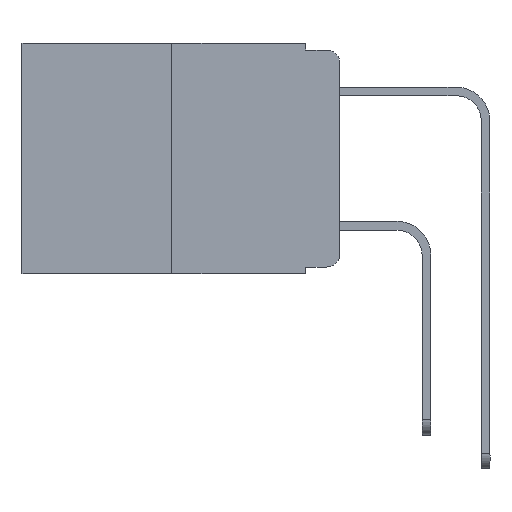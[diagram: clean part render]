
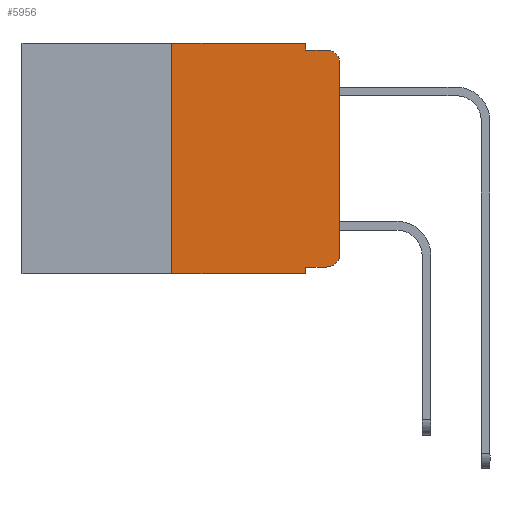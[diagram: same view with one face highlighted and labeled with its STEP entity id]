
A CAD part, left-side view. The second image highlights one B-rep face of the part: STEP entity #5956.
In plain terms, the highlighted planar face has unit normal (-1, 0, 0).
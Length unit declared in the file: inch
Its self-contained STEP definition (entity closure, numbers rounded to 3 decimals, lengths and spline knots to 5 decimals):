
#135 = VECTOR ( 'NONE', #11033, 39.37008 ) ;
#140 = CARTESIAN_POINT ( 'NONE',  ( 0., 0.02, -0.01 ) ) ;
#156 = EDGE_CURVE ( 'NONE', #3159, #7065, #15276, .T. ) ;
#393 = ORIENTED_EDGE ( 'NONE', *, *, #17152, .F. ) ;
#437 = ORIENTED_EDGE ( 'NONE', *, *, #17751, .F. ) ;
#448 = VECTOR ( 'NONE', #6804, 39.37008 ) ;
#456 = DIRECTION ( 'NONE',  ( -1., 0., 0. ) ) ;
#552 = VERTEX_POINT ( 'NONE', #12478 ) ;
#780 = CARTESIAN_POINT ( 'NONE',  ( 0., 0., 0. ) ) ;
#873 = DIRECTION ( 'NONE',  ( 0., 0., 1. ) ) ;
#976 = CARTESIAN_POINT ( 'NONE',  ( 0., 0.051, 0. ) ) ;
#1202 = ORIENTED_EDGE ( 'NONE', *, *, #156, .T. ) ;
#1463 = ORIENTED_EDGE ( 'NONE', *, *, #5810, .F. ) ;
#2040 = CARTESIAN_POINT ( 'NONE',  ( 0., 0.473, 0. ) ) ;
#2189 = CARTESIAN_POINT ( 'NONE',  ( 0., 0.473, 0. ) ) ;
#2474 = VERTEX_POINT ( 'NONE', #140 ) ;
#2812 = ORIENTED_EDGE ( 'NONE', *, *, #3725, .F. ) ;
#3159 = VERTEX_POINT ( 'NONE', #18739 ) ;
#3289 = CARTESIAN_POINT ( 'NONE',  ( 0., 0.051, 0. ) ) ;
#3294 = AXIS2_PLACEMENT_3D ( 'NONE', #2189, #3347, #4764 ) ;
#3347 = DIRECTION ( 'NONE',  ( 1., 0., 0. ) ) ;
#3725 = EDGE_CURVE ( 'NONE', #6272, #14013, #18211, .T. ) ;
#3795 = CARTESIAN_POINT ( 'NONE',  ( 0., 0.051, -0.333 ) ) ;
#3813 = VERTEX_POINT ( 'NONE', #16772 ) ;
#4764 = DIRECTION ( 'NONE',  ( 0., 0., -1. ) ) ;
#5075 = DIRECTION ( 'NONE',  ( 0., 0., -1. ) ) ;
#5184 = VECTOR ( 'NONE', #873, 39.37008 ) ;
#5810 = EDGE_CURVE ( 'NONE', #14013, #7272, #14082, .T. ) ;
#5925 = LINE ( 'NONE', #10330, #16669 ) ;
#5956 = ADVANCED_FACE ( 'NONE', ( #17893 ), #12336, .F. ) ;
#6200 = CARTESIAN_POINT ( 'NONE',  ( 0., 0.02, -0.03 ) ) ;
#6272 = VERTEX_POINT ( 'NONE', #10413 ) ;
#6325 = VECTOR ( 'NONE', #17756, 39.37008 ) ;
#6453 = ORIENTED_EDGE ( 'NONE', *, *, #18034, .F. ) ;
#6804 = DIRECTION ( 'NONE',  ( 0., 0., -1. ) ) ;
#7065 = VERTEX_POINT ( 'NONE', #9400 ) ;
#7272 = VERTEX_POINT ( 'NONE', #13311 ) ;
#7679 = LINE ( 'NONE', #3289, #12373 ) ;
#7696 = EDGE_CURVE ( 'NONE', #3813, #552, #17027, .T. ) ;
#8065 = AXIS2_PLACEMENT_3D ( 'NONE', #6200, #456, #13553 ) ;
#8143 = DIRECTION ( 'NONE',  ( -1., 0., 0. ) ) ;
#8996 = CIRCLE ( 'NONE', #8065, 0.02 ) ;
#9133 = DIRECTION ( 'NONE',  ( 0., 0., -1. ) ) ;
#9400 = CARTESIAN_POINT ( 'NONE',  ( 0., 0.02, -0.333 ) ) ;
#9517 = VERTEX_POINT ( 'NONE', #13451 ) ;
#9874 = EDGE_CURVE ( 'NONE', #7065, #9517, #10993, .T. ) ;
#9933 = EDGE_CURVE ( 'NONE', #9517, #14260, #10923, .T. ) ;
#10330 = CARTESIAN_POINT ( 'NONE',  ( 0., 0.25, 0. ) ) ;
#10367 = EDGE_LOOP ( 'NONE', ( #11220, #14827, #437, #1463, #2812, #393, #12408, #6453, #1202, #13778 ) ) ;
#10413 = CARTESIAN_POINT ( 'NONE',  ( 0., 0.25, 0. ) ) ;
#10489 = CARTESIAN_POINT ( 'NONE',  ( 0., 0.051, -0.01 ) ) ;
#10679 = AXIS2_PLACEMENT_3D ( 'NONE', #11017, #8143, #5075 ) ;
#10923 = LINE ( 'NONE', #780, #5184 ) ;
#10993 = CIRCLE ( 'NONE', #10679, 0.02 ) ;
#11017 = CARTESIAN_POINT ( 'NONE',  ( 0., 0.02, -0.313 ) ) ;
#11033 = DIRECTION ( 'NONE',  ( 0., -1., 0. ) ) ;
#11220 = ORIENTED_EDGE ( 'NONE', *, *, #9933, .T. ) ;
#12336 = PLANE ( 'NONE',  #3294 ) ;
#12373 = VECTOR ( 'NONE', #9133, 39.37008 ) ;
#12408 = ORIENTED_EDGE ( 'NONE', *, *, #7696, .T. ) ;
#12478 = CARTESIAN_POINT ( 'NONE',  ( 0., 0.051, -0.343 ) ) ;
#12725 = CARTESIAN_POINT ( 'NONE',  ( 0., 0.473, -0.343 ) ) ;
#12826 = DIRECTION ( 'NONE',  ( 0., -1., 0. ) ) ;
#13311 = CARTESIAN_POINT ( 'NONE',  ( 0., 0.051, -0.01 ) ) ;
#13451 = CARTESIAN_POINT ( 'NONE',  ( 0., 0., -0.313 ) ) ;
#13553 = DIRECTION ( 'NONE',  ( 0., 0., -1. ) ) ;
#13671 = CARTESIAN_POINT ( 'NONE',  ( 0., 0., -0.03 ) ) ;
#13778 = ORIENTED_EDGE ( 'NONE', *, *, #9874, .T. ) ;
#14013 = VERTEX_POINT ( 'NONE', #16925 ) ;
#14082 = LINE ( 'NONE', #976, #448 ) ;
#14260 = VERTEX_POINT ( 'NONE', #13671 ) ;
#14729 = DIRECTION ( 'NONE',  ( 0., 0., 1. ) ) ;
#14798 = LINE ( 'NONE', #10489, #6325 ) ;
#14827 = ORIENTED_EDGE ( 'NONE', *, *, #15954, .T. ) ;
#15190 = VECTOR ( 'NONE', #18150, 39.37008 ) ;
#15193 = VECTOR ( 'NONE', #12826, 39.37008 ) ;
#15276 = LINE ( 'NONE', #3795, #15190 ) ;
#15954 = EDGE_CURVE ( 'NONE', #14260, #2474, #8996, .T. ) ;
#16669 = VECTOR ( 'NONE', #14729, 39.37008 ) ;
#16772 = CARTESIAN_POINT ( 'NONE',  ( 0., 0.25, -0.343 ) ) ;
#16925 = CARTESIAN_POINT ( 'NONE',  ( 0., 0.051, 0. ) ) ;
#17027 = LINE ( 'NONE', #12725, #15193 ) ;
#17152 = EDGE_CURVE ( 'NONE', #3813, #6272, #5925, .T. ) ;
#17751 = EDGE_CURVE ( 'NONE', #7272, #2474, #14798, .T. ) ;
#17756 = DIRECTION ( 'NONE',  ( 0., -1., 0. ) ) ;
#17893 = FACE_OUTER_BOUND ( 'NONE', #10367, .T. ) ;
#18034 = EDGE_CURVE ( 'NONE', #3159, #552, #7679, .T. ) ;
#18150 = DIRECTION ( 'NONE',  ( 0., -1., 0. ) ) ;
#18211 = LINE ( 'NONE', #2040, #135 ) ;
#18739 = CARTESIAN_POINT ( 'NONE',  ( 0., 0.051, -0.333 ) ) ;
